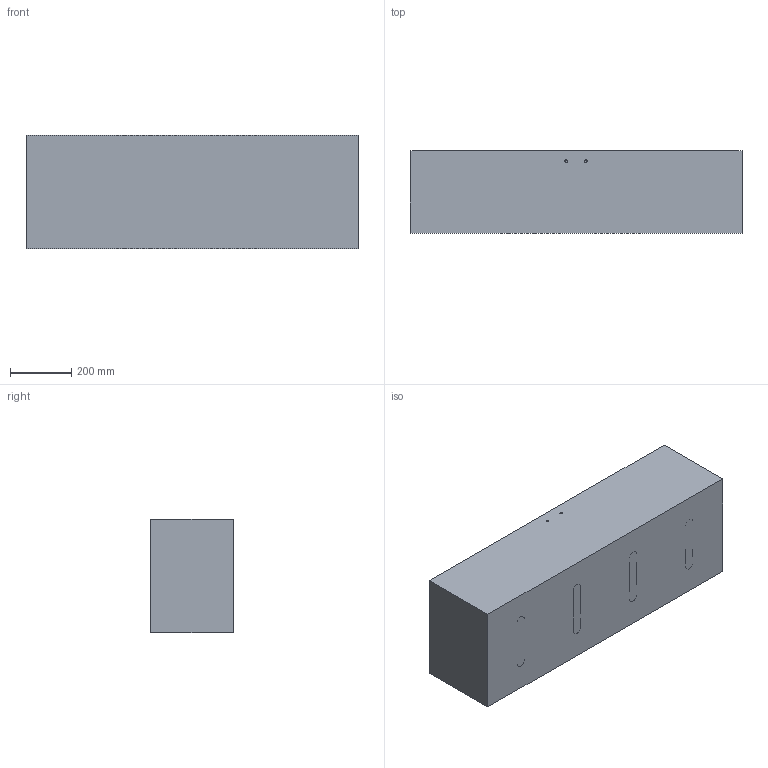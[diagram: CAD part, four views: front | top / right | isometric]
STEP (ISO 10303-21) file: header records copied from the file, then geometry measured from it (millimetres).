
FILE_DESCRIPTION (( 'STEP AP214' ), '1' );
FILE_NAME ('1741-931B-CLR OEM.STEP', '2009-10-08T14:35:09', ( ' ' ), ( ' ' ), 'SwSTEP 2.0', 'SolidWorks 2007', '' );
FILE_SCHEMA (( 'AUTOMOTIVE_DESIGN' ));
Length unit declared in the file: inch
Products named in the file (1): 1741-931B-CLR OEM
Bounding box: 1082.03 x 269.68 x 369.31 mm (x, y, z)
Volume: 22468240.3 mm3; surface area: 2235203.1 mm2
Topology: 1 solids, 1 shells, 359 faces, 830 edges, 472 vertices
Faces by surface type: bspline 161, cylinder 120, plane 59, cone 19
Entity records: 22541 total; most frequent: CARTESIAN_POINT 10804, ORIENTED_EDGE 1648, DIRECTION 1235, EDGE_CURVE 824, AXIS2_PLACEMENT_3D 476, VERTEX_POINT 472, EDGE_LOOP 368, UNCERTAINTY_MEASURE_WITH_UNIT 361
